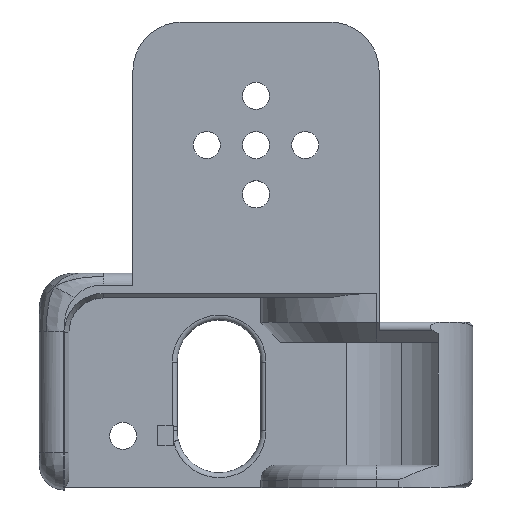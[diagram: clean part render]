
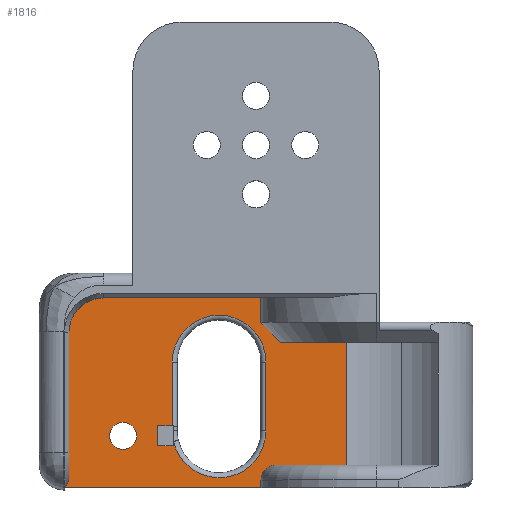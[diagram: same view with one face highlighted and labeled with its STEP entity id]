
A CAD part, top view. The second image highlights one B-rep face of the part: STEP entity #1816.
In plain terms, the highlighted planar face has unit normal (0, 0, 1).
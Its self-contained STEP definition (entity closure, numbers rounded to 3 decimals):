
#23=(
BOUNDED_CURVE()
B_SPLINE_CURVE(2,(#4609,#4610,#4611),.UNSPECIFIED.,.F.,.F.)
B_SPLINE_CURVE_WITH_KNOTS((3,3),(0.,0.235),.UNSPECIFIED.)
CURVE()
GEOMETRIC_REPRESENTATION_ITEM()
RATIONAL_B_SPLINE_CURVE((1.,1.014,1.))
REPRESENTATION_ITEM('')
);
#30=FACE_BOUND('',#533,.T.);
#31=FACE_BOUND('',#534,.T.);
#52=PLANE('',#1985);
#85=LINE('',#4375,#214);
#94=LINE('',#4461,#223);
#101=LINE('',#4499,#230);
#107=LINE('',#4544,#236);
#111=LINE('',#4567,#240);
#113=LINE('',#4580,#242);
#116=LINE('',#4597,#245);
#117=LINE('',#4599,#246);
#118=LINE('',#4601,#247);
#119=LINE('',#4603,#248);
#120=LINE('',#4607,#249);
#121=LINE('',#4612,#250);
#122=LINE('',#4614,#251);
#123=LINE('',#4617,#252);
#124=LINE('',#4619,#253);
#125=LINE('',#4621,#254);
#126=LINE('',#4622,#255);
#214=VECTOR('',#2145,10.);
#223=VECTOR('',#2176,10.);
#230=VECTOR('',#2205,10.);
#236=VECTOR('',#2259,10.);
#240=VECTOR('',#2285,10.);
#242=VECTOR('',#2299,10.);
#245=VECTOR('',#2314,10.);
#246=VECTOR('',#2315,10.);
#247=VECTOR('',#2316,10.);
#248=VECTOR('',#2317,10.);
#249=VECTOR('',#2320,10.);
#250=VECTOR('',#2321,10.);
#251=VECTOR('',#2322,10.);
#252=VECTOR('',#2325,10.);
#253=VECTOR('',#2326,10.);
#254=VECTOR('',#2327,10.);
#255=VECTOR('',#2328,10.);
#426=FACE_OUTER_BOUND('',#532,.T.);
#532=EDGE_LOOP('',(#1391,#1392,#1393,#1394,#1395,#1396,#1397,#1398,#1399,
#1400,#1401,#1402,#1403,#1404,#1405));
#533=EDGE_LOOP('',(#1406,#1407,#1408,#1409,#1410,#1411,#1412,#1413));
#534=EDGE_LOOP('',(#1414));
#666=CIRCLE('',#1969,9.5);
#672=CIRCLE('',#1977,9.5);
#677=CIRCLE('',#1986,7.);
#678=CIRCLE('',#1987,3.);
#679=CIRCLE('',#1988,2.75);
#754=B_SPLINE_CURVE_WITH_KNOTS('',3,(#4482,#4483,#4484,#4485,#4486,#4487,
#4488,#4489,#4490,#4491),.UNSPECIFIED.,.F.,.F.,(4,2,2,2,4),(0.,0.063,
0.142,0.249,0.399),.UNSPECIFIED.);
#791=VERTEX_POINT('',#4372);
#792=VERTEX_POINT('',#4374);
#810=VERTEX_POINT('',#4458);
#811=VERTEX_POINT('',#4460);
#818=VERTEX_POINT('',#4480);
#821=VERTEX_POINT('',#4497);
#835=VERTEX_POINT('',#4541);
#836=VERTEX_POINT('',#4543);
#840=VERTEX_POINT('',#4555);
#841=VERTEX_POINT('',#4557);
#843=VERTEX_POINT('',#4563);
#845=VERTEX_POINT('',#4569);
#849=VERTEX_POINT('',#4579);
#852=VERTEX_POINT('',#4598);
#853=VERTEX_POINT('',#4600);
#854=VERTEX_POINT('',#4602);
#855=VERTEX_POINT('',#4604);
#856=VERTEX_POINT('',#4606);
#857=VERTEX_POINT('',#4608);
#858=VERTEX_POINT('',#4613);
#859=VERTEX_POINT('',#4616);
#860=VERTEX_POINT('',#4618);
#861=VERTEX_POINT('',#4620);
#862=VERTEX_POINT('',#4623);
#978=EDGE_CURVE('',#792,#791,#85,.T.);
#999=EDGE_CURVE('',#811,#810,#94,.T.);
#1010=EDGE_CURVE('',#818,#791,#754,.F.);
#1014=EDGE_CURVE('',#818,#821,#101,.T.);
#1036=EDGE_CURVE('',#836,#835,#107,.T.);
#1043=EDGE_CURVE('',#840,#841,#666,.T.);
#1048=EDGE_CURVE('',#841,#843,#111,.T.);
#1051=EDGE_CURVE('',#843,#845,#672,.T.);
#1054=EDGE_CURVE('',#845,#849,#113,.T.);
#1061=EDGE_CURVE('',#811,#835,#116,.T.);
#1062=EDGE_CURVE('',#810,#852,#117,.F.);
#1063=EDGE_CURVE('',#853,#852,#118,.T.);
#1064=EDGE_CURVE('',#853,#854,#119,.T.);
#1065=EDGE_CURVE('',#855,#854,#677,.T.);
#1066=EDGE_CURVE('',#855,#856,#120,.T.);
#1067=EDGE_CURVE('',#856,#857,#23,.F.);
#1068=EDGE_CURVE('',#792,#857,#121,.T.);
#1069=EDGE_CURVE('',#858,#821,#122,.T.);
#1070=EDGE_CURVE('',#836,#858,#678,.F.);
#1071=EDGE_CURVE('',#859,#840,#123,.T.);
#1072=EDGE_CURVE('',#860,#859,#124,.T.);
#1073=EDGE_CURVE('',#861,#860,#125,.T.);
#1074=EDGE_CURVE('',#849,#861,#126,.T.);
#1075=EDGE_CURVE('',#862,#862,#679,.T.);
#1391=ORIENTED_EDGE('',*,*,#1061,.F.);
#1392=ORIENTED_EDGE('',*,*,#999,.T.);
#1393=ORIENTED_EDGE('',*,*,#1062,.T.);
#1394=ORIENTED_EDGE('',*,*,#1063,.F.);
#1395=ORIENTED_EDGE('',*,*,#1064,.T.);
#1396=ORIENTED_EDGE('',*,*,#1065,.F.);
#1397=ORIENTED_EDGE('',*,*,#1066,.T.);
#1398=ORIENTED_EDGE('',*,*,#1067,.T.);
#1399=ORIENTED_EDGE('',*,*,#1068,.F.);
#1400=ORIENTED_EDGE('',*,*,#978,.T.);
#1401=ORIENTED_EDGE('',*,*,#1010,.F.);
#1402=ORIENTED_EDGE('',*,*,#1014,.T.);
#1403=ORIENTED_EDGE('',*,*,#1069,.F.);
#1404=ORIENTED_EDGE('',*,*,#1070,.F.);
#1405=ORIENTED_EDGE('',*,*,#1036,.T.);
#1406=ORIENTED_EDGE('',*,*,#1054,.F.);
#1407=ORIENTED_EDGE('',*,*,#1051,.F.);
#1408=ORIENTED_EDGE('',*,*,#1048,.F.);
#1409=ORIENTED_EDGE('',*,*,#1043,.F.);
#1410=ORIENTED_EDGE('',*,*,#1071,.F.);
#1411=ORIENTED_EDGE('',*,*,#1072,.F.);
#1412=ORIENTED_EDGE('',*,*,#1073,.F.);
#1413=ORIENTED_EDGE('',*,*,#1074,.F.);
#1414=ORIENTED_EDGE('',*,*,#1075,.F.);
#1816=ADVANCED_FACE('',(#426,#30,#31),#52,.T.);
#1969=AXIS2_PLACEMENT_3D('',#4558,#2274,#2275);
#1977=AXIS2_PLACEMENT_3D('',#4573,#2292,#2293);
#1985=AXIS2_PLACEMENT_3D('',#4596,#2312,#2313);
#1986=AXIS2_PLACEMENT_3D('',#4605,#2318,#2319);
#1987=AXIS2_PLACEMENT_3D('',#4615,#2323,#2324);
#1988=AXIS2_PLACEMENT_3D('',#4624,#2329,#2330);
#2145=DIRECTION('',(0.,1.,0.));
#2176=DIRECTION('',(-1.,0.,0.));
#2205=DIRECTION('',(-1.,0.,0.));
#2259=DIRECTION('',(1.,0.,0.));
#2274=DIRECTION('center_axis',(0.,0.,1.));
#2275=DIRECTION('ref_axis',(0.,-1.,0.));
#2285=DIRECTION('',(0.,1.,0.));
#2292=DIRECTION('center_axis',(0.,0.,1.));
#2293=DIRECTION('ref_axis',(0.,1.,0.));
#2299=DIRECTION('',(0.,-1.,0.));
#2312=DIRECTION('center_axis',(0.,0.,1.));
#2313=DIRECTION('ref_axis',(1.,0.,0.));
#2314=DIRECTION('',(0.,-1.,0.));
#2315=DIRECTION('',(0.707,-0.707,0.));
#2316=DIRECTION('',(0.,-1.,0.));
#2317=DIRECTION('',(-1.,0.,0.));
#2318=DIRECTION('center_axis',(0.,0.,-1.));
#2319=DIRECTION('ref_axis',(-0.707,0.707,0.));
#2320=DIRECTION('',(0.,-1.,0.));
#2321=DIRECTION('',(-1.,0.,0.));
#2322=DIRECTION('',(0.,-1.,0.));
#2323=DIRECTION('center_axis',(0.,0.,-1.));
#2324=DIRECTION('ref_axis',(-0.707,0.707,0.));
#2325=DIRECTION('',(0.,1.,0.));
#2326=DIRECTION('',(1.,0.,0.));
#2327=DIRECTION('',(0.,-1.,0.));
#2328=DIRECTION('',(-1.,0.,0.));
#2329=DIRECTION('center_axis',(0.,0.,1.));
#2330=DIRECTION('ref_axis',(1.,0.,0.));
#4372=CARTESIAN_POINT('',(150.229,-92.571,-27.));
#4374=CARTESIAN_POINT('',(150.229,-94.571,-27.));
#4375=CARTESIAN_POINT('',(150.229,-61.,-27.));
#4458=CARTESIAN_POINT('',(118.,-65.,-27.));
#4460=CARTESIAN_POINT('',(131.432,-65.,-27.));
#4461=CARTESIAN_POINT('',(157.,-65.,-27.));
#4480=CARTESIAN_POINT('',(146.95,-94.571,-27.));
#4482=CARTESIAN_POINT('Ctrl Pts',(150.229,-92.571,-27.));
#4483=CARTESIAN_POINT('Ctrl Pts',(150.229,-92.782,-27.));
#4484=CARTESIAN_POINT('Ctrl Pts',(150.164,-93.027,-27.));
#4485=CARTESIAN_POINT('Ctrl Pts',(149.946,-93.449,-27.));
#4486=CARTESIAN_POINT('Ctrl Pts',(149.734,-93.683,-27.));
#4487=CARTESIAN_POINT('Ctrl Pts',(149.246,-94.061,-27.));
#4488=CARTESIAN_POINT('Ctrl Pts',(148.862,-94.243,-27.));
#4489=CARTESIAN_POINT('Ctrl Pts',(148.047,-94.499,-27.));
#4490=CARTESIAN_POINT('Ctrl Pts',(147.45,-94.571,-27.));
#4491=CARTESIAN_POINT('Ctrl Pts',(146.95,-94.571,-27.));
#4497=CARTESIAN_POINT('',(114.,-94.571,-27.));
#4499=CARTESIAN_POINT('',(114.,-94.571,-27.));
#4541=CARTESIAN_POINT('',(131.432,-90.,-27.));
#4543=CARTESIAN_POINT('',(117.,-90.,-27.));
#4544=CARTESIAN_POINT('',(157.,-90.,-27.));
#4555=CARTESIAN_POINT('',(96.241,-85.128,-27.));
#4557=CARTESIAN_POINT('',(115.,-83.,-27.));
#4558=CARTESIAN_POINT('Origin',(105.5,-83.,-27.));
#4563=CARTESIAN_POINT('',(115.,-69.,-27.));
#4567=CARTESIAN_POINT('',(115.,-80.25,-27.));
#4569=CARTESIAN_POINT('',(96.,-69.,-27.));
#4573=CARTESIAN_POINT('Origin',(105.5,-69.,-27.));
#4579=CARTESIAN_POINT('',(96.,-82.,-27.));
#4580=CARTESIAN_POINT('',(96.,-73.25,-27.));
#4596=CARTESIAN_POINT('Origin',(113.,-77.5,-27.));
#4597=CARTESIAN_POINT('',(131.432,-65.,-27.));
#4598=CARTESIAN_POINT('',(114.,-61.,-27.));
#4599=CARTESIAN_POINT('',(118.875,-65.875,-27.));
#4600=CARTESIAN_POINT('',(114.,-56.,-27.));
#4601=CARTESIAN_POINT('',(114.,-66.75,-27.));
#4602=CARTESIAN_POINT('',(82.,-56.,-27.));
#4603=CARTESIAN_POINT('',(69.,-56.,-27.));
#4604=CARTESIAN_POINT('',(75.,-63.,-27.));
#4605=CARTESIAN_POINT('Origin',(82.,-63.,-27.));
#4606=CARTESIAN_POINT('',(75.,-92.399,-27.));
#4607=CARTESIAN_POINT('',(75.,-56.,-27.));
#4608=CARTESIAN_POINT('',(74.1,-94.571,-27.));
#4609=CARTESIAN_POINT('Ctrl Pts',(74.1,-94.571,-27.));
#4610=CARTESIAN_POINT('Ctrl Pts',(74.632,-93.318,-27.));
#4611=CARTESIAN_POINT('Ctrl Pts',(75.,-92.399,-27.));
#4612=CARTESIAN_POINT('',(69.,-94.571,-27.));
#4613=CARTESIAN_POINT('',(114.,-93.,-27.));
#4614=CARTESIAN_POINT('',(114.,-66.75,-27.));
#4615=CARTESIAN_POINT('Origin',(117.,-93.,-27.));
#4616=CARTESIAN_POINT('',(96.241,-86.,-27.));
#4617=CARTESIAN_POINT('',(96.241,-79.75,-27.));
#4618=CARTESIAN_POINT('',(93.,-86.,-27.));
#4619=CARTESIAN_POINT('',(104.621,-86.,-27.));
#4620=CARTESIAN_POINT('',(93.,-82.,-27.));
#4621=CARTESIAN_POINT('',(93.,-81.75,-27.));
#4622=CARTESIAN_POINT('',(103.,-82.,-27.));
#4623=CARTESIAN_POINT('',(83.25,-84.,-27.));
#4624=CARTESIAN_POINT('Origin',(86.,-84.,-27.));
